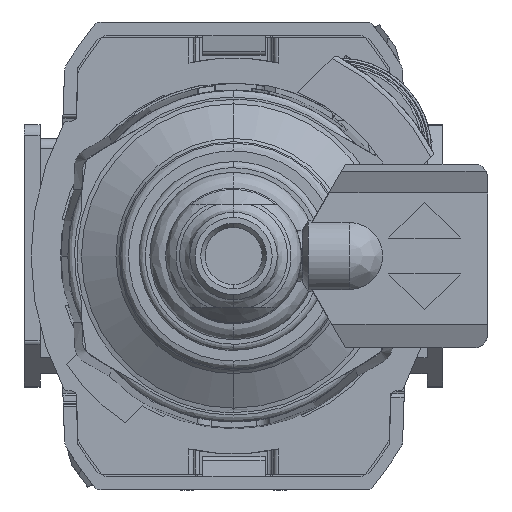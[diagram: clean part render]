
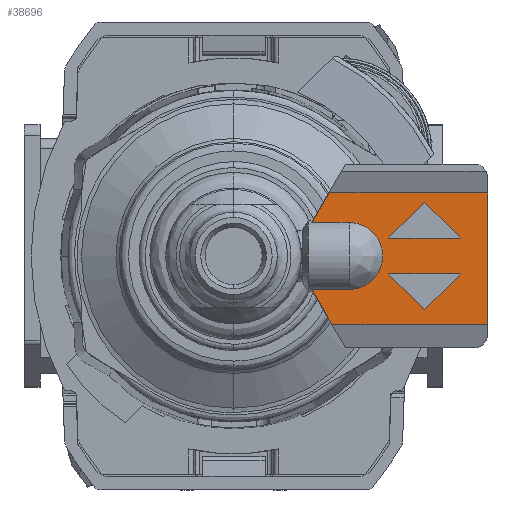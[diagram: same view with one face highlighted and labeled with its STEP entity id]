
A CAD part, front view. The second image highlights one B-rep face of the part: STEP entity #38696.
In plain terms, the highlighted planar face has unit normal (0, -1, 0).
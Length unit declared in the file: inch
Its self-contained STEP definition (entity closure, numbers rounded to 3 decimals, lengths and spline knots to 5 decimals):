
#63 = EDGE_CURVE ( 'NONE', #37042, #35488, #25840, .T. ) ;
#464 = VECTOR ( 'NONE', #32135, 39.37008 ) ;
#1652 = CARTESIAN_POINT ( 'NONE',  ( 0.67835, -4.24774, -0.07874 ) ) ;
#1813 = ORIENTED_EDGE ( 'NONE', *, *, #40526, .F. ) ;
#1818 = VERTEX_POINT ( 'NONE', #30403 ) ;
#2101 = VERTEX_POINT ( 'NONE', #2113 ) ;
#2113 = CARTESIAN_POINT ( 'NONE',  ( 0.34226, -4.24774, -0.14658 ) ) ;
#2391 = VERTEX_POINT ( 'NONE', #22385 ) ;
#2681 = CARTESIAN_POINT ( 'NONE',  ( 1.1122, -4.24774, -0.07874 ) ) ;
#3115 = CARTESIAN_POINT ( 'NONE',  ( 0.6626, -4.24774, -0.14658 ) ) ;
#3165 = DIRECTION ( 'NONE',  ( -0.707, 0., 0.707 ) ) ;
#3754 = DIRECTION ( 'NONE',  ( 1., 0., 0. ) ) ;
#4289 = LINE ( 'NONE', #24798, #23500 ) ;
#5389 = AXIS2_PLACEMENT_3D ( 'NONE', #8502, #18623, #12039 ) ;
#5825 = ORIENTED_EDGE ( 'NONE', *, *, #31098, .F. ) ;
#5859 = FACE_BOUND ( 'NONE', #30697, .T. ) ;
#6079 = DIRECTION ( 'NONE',  ( 0., 1., 0. ) ) ;
#6152 = VECTOR ( 'NONE', #33588, 39.37008 ) ;
#6424 = CARTESIAN_POINT ( 'NONE',  ( 0.42974, -4.24774, -0.29809 ) ) ;
#6554 = CARTESIAN_POINT ( 'NONE',  ( 0.50512, -4.24774, 0.14658 ) ) ;
#6660 = EDGE_LOOP ( 'NONE', ( #40534, #30505, #14161, #39563, #24744, #1813, #40806, #5825 ) ) ;
#6713 = VECTOR ( 'NONE', #20554, 39.37008 ) ;
#6741 = EDGE_CURVE ( 'NONE', #29113, #1818, #33370, .T. ) ;
#6788 = CARTESIAN_POINT ( 'NONE',  ( 1.11154, -4.24774, -0.29809 ) ) ;
#6914 = EDGE_CURVE ( 'NONE', #12200, #29113, #36168, .T. ) ;
#7466 = CARTESIAN_POINT ( 'NONE',  ( 0.99331, -4.24774, 0.07874 ) ) ;
#8015 = ORIENTED_EDGE ( 'NONE', *, *, #18026, .F. ) ;
#8502 = CARTESIAN_POINT ( 'NONE',  ( 0.50512, -4.24774, 0. ) ) ;
#9115 = LINE ( 'NONE', #2681, #41891 ) ;
#9444 = ORIENTED_EDGE ( 'NONE', *, *, #15312, .F. ) ;
#9616 = VECTOR ( 'NONE', #3165, 39.37008 ) ;
#9844 = VECTOR ( 'NONE', #29602, 39.37008 ) ;
#9980 = CARTESIAN_POINT ( 'NONE',  ( 1.1122, -4.24774, 0.27559 ) ) ;
#10419 = VECTOR ( 'NONE', #19896, 39.37008 ) ;
#11258 = EDGE_CURVE ( 'NONE', #2101, #34867, #33362, .T. ) ;
#12039 = DIRECTION ( 'NONE',  ( 0., 0., -1. ) ) ;
#12200 = VERTEX_POINT ( 'NONE', #19301 ) ;
#12565 = LINE ( 'NONE', #43005, #40458 ) ;
#12765 = DIRECTION ( 'NONE',  ( -1., 0., 0. ) ) ;
#12977 = VERTEX_POINT ( 'NONE', #15199 ) ;
#13068 = DIRECTION ( 'NONE',  ( -1., 0., 0. ) ) ;
#13593 = DIRECTION ( 'NONE',  ( 0., 0., 1. ) ) ;
#13949 = AXIS2_PLACEMENT_3D ( 'NONE', #36313, #6079, #13593 ) ;
#14161 = ORIENTED_EDGE ( 'NONE', *, *, #40516, .F. ) ;
#14739 = EDGE_LOOP ( 'NONE', ( #31349, #19548, #8015 ) ) ;
#15199 = CARTESIAN_POINT ( 'NONE',  ( 0.83583, -4.24774, -0.23622 ) ) ;
#15312 = EDGE_CURVE ( 'NONE', #35488, #26802, #38616, .T. ) ;
#15682 = ORIENTED_EDGE ( 'NONE', *, *, #23202, .F. ) ;
#16139 = EDGE_CURVE ( 'NONE', #2391, #31308, #9115, .T. ) ;
#17574 = CARTESIAN_POINT ( 'NONE',  ( 0.67835, -4.24774, -0.07874 ) ) ;
#18026 = EDGE_CURVE ( 'NONE', #31308, #12977, #41426, .T. ) ;
#18623 = DIRECTION ( 'NONE',  ( 0., -1., 0. ) ) ;
#18789 = DIRECTION ( 'NONE',  ( -0.707, 0., -0.707 ) ) ;
#18986 = CARTESIAN_POINT ( 'NONE',  ( 1.11154, -4.24774, 0.27559 ) ) ;
#19301 = CARTESIAN_POINT ( 'NONE',  ( 1.11154, -4.24774, 0.27559 ) ) ;
#19388 = CARTESIAN_POINT ( 'NONE',  ( 1.1122, -4.24774, 0.07874 ) ) ;
#19548 = ORIENTED_EDGE ( 'NONE', *, *, #30595, .F. ) ;
#19896 = DIRECTION ( 'NONE',  ( -0.5, 0., 0.866 ) ) ;
#20554 = DIRECTION ( 'NONE',  ( -1., 0., 0. ) ) ;
#22385 = CARTESIAN_POINT ( 'NONE',  ( 0.99331, -4.24774, -0.07874 ) ) ;
#22493 = DIRECTION ( 'NONE',  ( 1., 0., 0. ) ) ;
#22835 = PLANE ( 'NONE',  #13949 ) ;
#23202 = EDGE_CURVE ( 'NONE', #26802, #37042, #27002, .T. ) ;
#23214 = VERTEX_POINT ( 'NONE', #33847 ) ;
#23459 = CARTESIAN_POINT ( 'NONE',  ( 0.99331, -4.24774, 0.07874 ) ) ;
#23500 = VECTOR ( 'NONE', #41591, 39.37008 ) ;
#24074 = CARTESIAN_POINT ( 'NONE',  ( 0.67835, -4.24774, 0.07874 ) ) ;
#24332 = VECTOR ( 'NONE', #43250, 39.37008 ) ;
#24402 = CIRCLE ( 'NONE', #5389, 0.14658 ) ;
#24744 = ORIENTED_EDGE ( 'NONE', *, *, #6914, .F. ) ;
#24798 = CARTESIAN_POINT ( 'NONE',  ( 0.83583, -4.24774, -0.23622 ) ) ;
#25182 = VECTOR ( 'NONE', #3754, 39.37008 ) ;
#25840 = LINE ( 'NONE', #35993, #43313 ) ;
#26222 = CARTESIAN_POINT ( 'NONE',  ( 0.83583, -4.24774, 0.23622 ) ) ;
#26802 = VERTEX_POINT ( 'NONE', #7466 ) ;
#27002 = LINE ( 'NONE', #23459, #9616 ) ;
#27285 = EDGE_CURVE ( 'NONE', #31798, #23214, #35817, .T. ) ;
#28430 = VECTOR ( 'NONE', #22493, 39.37008 ) ;
#29113 = VERTEX_POINT ( 'NONE', #6788 ) ;
#29602 = DIRECTION ( 'NONE',  ( 0.5, 0., 0.866 ) ) ;
#30403 = CARTESIAN_POINT ( 'NONE',  ( 0.42974, -4.24774, -0.29809 ) ) ;
#30505 = ORIENTED_EDGE ( 'NONE', *, *, #11258, .F. ) ;
#30595 = EDGE_CURVE ( 'NONE', #12977, #2391, #4289, .T. ) ;
#30697 = EDGE_LOOP ( 'NONE', ( #42192, #15682, #9444 ) ) ;
#30707 = CARTESIAN_POINT ( 'NONE',  ( 1.1122, -4.24774, -0.29809 ) ) ;
#31098 = EDGE_CURVE ( 'NONE', #31238, #31798, #12565, .T. ) ;
#31238 = VERTEX_POINT ( 'NONE', #6554 ) ;
#31308 = VERTEX_POINT ( 'NONE', #17574 ) ;
#31349 = ORIENTED_EDGE ( 'NONE', *, *, #16139, .F. ) ;
#31798 = VERTEX_POINT ( 'NONE', #40913 ) ;
#32135 = DIRECTION ( 'NONE',  ( 0.707, 0., -0.707 ) ) ;
#32787 = FACE_OUTER_BOUND ( 'NONE', #6660, .T. ) ;
#33362 = LINE ( 'NONE', #3115, #6152 ) ;
#33370 = LINE ( 'NONE', #30707, #6713 ) ;
#33588 = DIRECTION ( 'NONE',  ( 1., 0., 0. ) ) ;
#33847 = CARTESIAN_POINT ( 'NONE',  ( 0.41675, -4.24774, 0.27559 ) ) ;
#34867 = VERTEX_POINT ( 'NONE', #35005 ) ;
#35005 = CARTESIAN_POINT ( 'NONE',  ( 0.50512, -4.24774, -0.14658 ) ) ;
#35488 = VERTEX_POINT ( 'NONE', #24074 ) ;
#35817 = LINE ( 'NONE', #42888, #9844 ) ;
#35993 = CARTESIAN_POINT ( 'NONE',  ( 0.83583, -4.24774, 0.23622 ) ) ;
#36168 = LINE ( 'NONE', #18986, #24332 ) ;
#36313 = CARTESIAN_POINT ( 'NONE',  ( 1.1122, -4.24774, 0.27559 ) ) ;
#36663 = LINE ( 'NONE', #6424, #10419 ) ;
#37042 = VERTEX_POINT ( 'NONE', #26222 ) ;
#38616 = LINE ( 'NONE', #19388, #28430 ) ;
#38696 = ADVANCED_FACE ( 'NONE', ( #5859, #32787, #42971 ), #22835, .F. ) ;
#39563 = ORIENTED_EDGE ( 'NONE', *, *, #6741, .F. ) ;
#40200 = LINE ( 'NONE', #9980, #25182 ) ;
#40458 = VECTOR ( 'NONE', #12765, 39.37008 ) ;
#40516 = EDGE_CURVE ( 'NONE', #1818, #2101, #36663, .T. ) ;
#40526 = EDGE_CURVE ( 'NONE', #23214, #12200, #40200, .T. ) ;
#40534 = ORIENTED_EDGE ( 'NONE', *, *, #43153, .F. ) ;
#40806 = ORIENTED_EDGE ( 'NONE', *, *, #27285, .F. ) ;
#40913 = CARTESIAN_POINT ( 'NONE',  ( 0.34226, -4.24774, 0.14658 ) ) ;
#41426 = LINE ( 'NONE', #1652, #464 ) ;
#41591 = DIRECTION ( 'NONE',  ( 0.707, 0., 0.707 ) ) ;
#41891 = VECTOR ( 'NONE', #13068, 39.37008 ) ;
#42192 = ORIENTED_EDGE ( 'NONE', *, *, #63, .F. ) ;
#42888 = CARTESIAN_POINT ( 'NONE',  ( 0.25764, -4.24774, 0. ) ) ;
#42971 = FACE_BOUND ( 'NONE', #14739, .T. ) ;
#43005 = CARTESIAN_POINT ( 'NONE',  ( 0.6626, -4.24774, 0.14658 ) ) ;
#43153 = EDGE_CURVE ( 'NONE', #34867, #31238, #24402, .T. ) ;
#43250 = DIRECTION ( 'NONE',  ( 0., 0., -1. ) ) ;
#43313 = VECTOR ( 'NONE', #18789, 39.37008 ) ;
